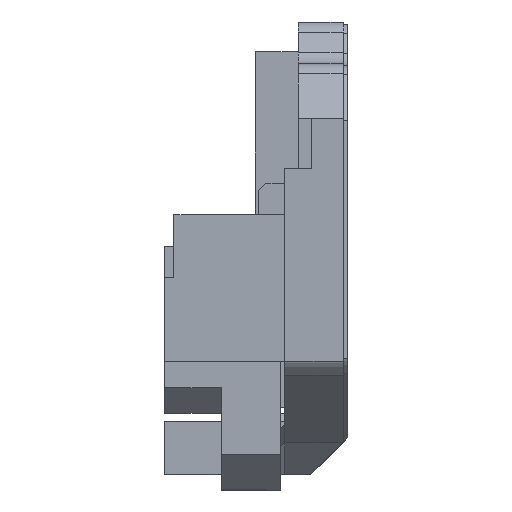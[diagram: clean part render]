
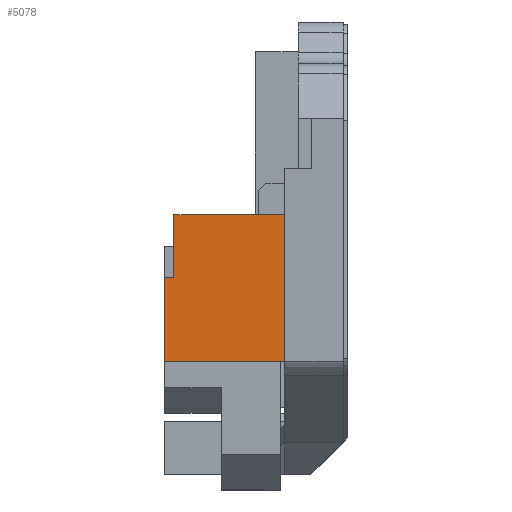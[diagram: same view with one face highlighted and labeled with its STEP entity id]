
A CAD part, front view. The second image highlights one B-rep face of the part: STEP entity #5078.
In plain terms, the highlighted planar face has unit normal (0, -1, 0).
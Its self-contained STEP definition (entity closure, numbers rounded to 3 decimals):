
#378=FACE_OUTER_BOUND('',#701,.T.);
#701=EDGE_LOOP('',(#4089,#4090,#4091,#4092,#4093,#4094));
#859=LINE('',#7073,#1470);
#1179=LINE('',#7879,#1790);
#1246=LINE('',#8047,#1857);
#1253=LINE('',#8059,#1864);
#1254=LINE('',#8061,#1865);
#1255=LINE('',#8062,#1866);
#1470=VECTOR('',#5676,10.);
#1790=VECTOR('',#6394,10.);
#1857=VECTOR('',#6525,10.);
#1864=VECTOR('',#6534,10.);
#1865=VECTOR('',#6537,10.);
#1866=VECTOR('',#6538,10.);
#2083=VERTEX_POINT('',#7071);
#2084=VERTEX_POINT('',#7072);
#2370=VERTEX_POINT('',#7876);
#2371=VERTEX_POINT('',#7878);
#2438=VERTEX_POINT('',#8043);
#2440=VERTEX_POINT('',#8046);
#2561=EDGE_CURVE('',#2083,#2084,#859,.T.);
#2954=EDGE_CURVE('',#2371,#2370,#1179,.T.);
#3037=EDGE_CURVE('',#2438,#2440,#1246,.T.);
#3044=EDGE_CURVE('',#2371,#2438,#1253,.T.);
#3045=EDGE_CURVE('',#2370,#2083,#1254,.T.);
#3046=EDGE_CURVE('',#2084,#2440,#1255,.T.);
#4089=ORIENTED_EDGE('',*,*,#3044,.F.);
#4090=ORIENTED_EDGE('',*,*,#2954,.T.);
#4091=ORIENTED_EDGE('',*,*,#3045,.T.);
#4092=ORIENTED_EDGE('',*,*,#2561,.T.);
#4093=ORIENTED_EDGE('',*,*,#3046,.T.);
#4094=ORIENTED_EDGE('',*,*,#3037,.F.);
#4814=PLANE('',#5472);
#5078=ADVANCED_FACE('',(#378),#4814,.F.);
#5472=AXIS2_PLACEMENT_3D('',#8060,#6535,#6536);
#5676=DIRECTION('',(0.,0.,1.));
#6394=DIRECTION('',(0.,0.,-1.));
#6525=DIRECTION('',(0.,0.,1.));
#6534=DIRECTION('',(1.,0.,0.));
#6535=DIRECTION('center_axis',(0.,1.,0.));
#6536=DIRECTION('ref_axis',(0.,0.,1.));
#6537=DIRECTION('',(1.,0.,0.));
#6538=DIRECTION('',(-1.,0.,0.));
#7071=CARTESIAN_POINT('',(11.664,-68.802,9.37));
#7072=CARTESIAN_POINT('',(11.664,-68.802,23.361));
#7073=CARTESIAN_POINT('',(11.664,-68.802,9.37));
#7876=CARTESIAN_POINT('',(0.164,-68.802,9.37));
#7878=CARTESIAN_POINT('',(0.164,-68.802,17.361));
#7879=CARTESIAN_POINT('',(0.164,-68.802,17.405));
#8043=CARTESIAN_POINT('',(1.064,-68.802,17.361));
#8046=CARTESIAN_POINT('',(1.064,-68.802,23.361));
#8047=CARTESIAN_POINT('',(1.064,-68.802,15.614));
#8059=CARTESIAN_POINT('',(-2.336,-68.802,17.361));
#8060=CARTESIAN_POINT('Origin',(-4.836,-68.802,17.361));
#8061=CARTESIAN_POINT('',(6.414,-68.802,9.37));
#8062=CARTESIAN_POINT('',(6.914,-68.802,23.361));
